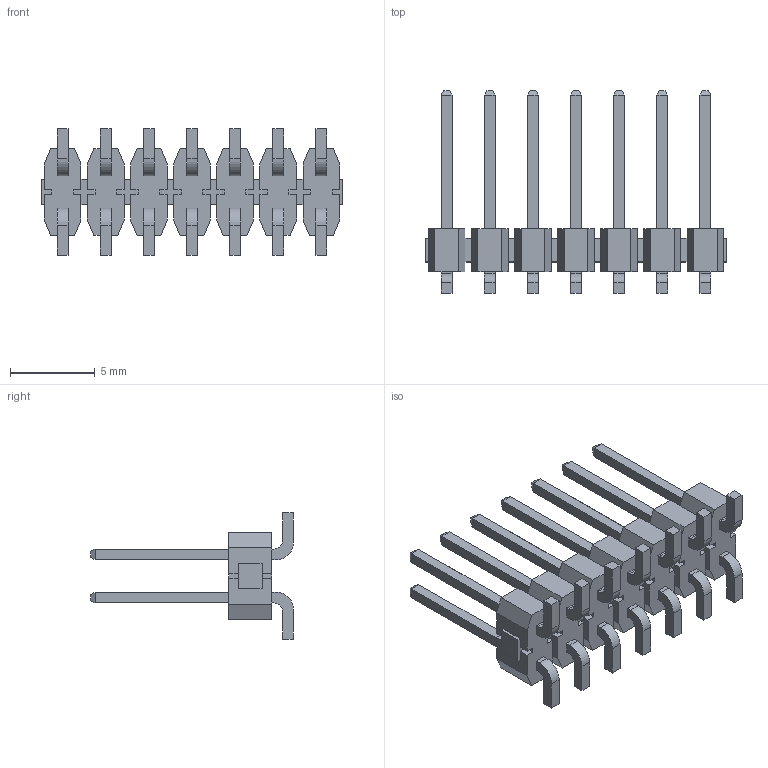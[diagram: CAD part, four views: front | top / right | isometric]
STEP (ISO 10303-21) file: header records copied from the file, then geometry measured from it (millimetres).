
FILE_DESCRIPTION (( 'STEP AP214' ), '1' );
FILE_NAME ('TSM-107-02-L-DV.STEP', '2021-02-02T08:04:53', ( '' ), ( '' ), 'SwSTEP 2.0', 'SolidWorks 2018', '' );
FILE_SCHEMA (( 'AUTOMOTIVE_DESIGN' ));
Length unit declared in the file: millimetre
Products named in the file (3): TSM_107_02_L_DV_5; TSM_107_02_L_DV_3; TSM-107-02-L-DV
Assembly tree (2 placements, depth 2):
  TSM-107-02-L-DV
    TSM_107_02_L_DV_3
    TSM_107_02_L_DV_5
Bounding box: 17.78 x 11.94 x 7.44 mm (x, y, z)
Volume: 251.5 mm3; surface area: 994 mm2
Topology: 2 solids, 2 shells, 536 faces, 1540 edges, 1008 vertices
Faces by surface type: plane 508, cylinder 28
Entity records: 20156 total; most frequent: CARTESIAN_POINT 3089, ORIENTED_EDGE 3080, DIRECTION 2678, EDGE_CURVE 1540, VECTOR 1484, LINE 1484, VERTEX_POINT 1008, AXIS2_PLACEMENT_3D 597
